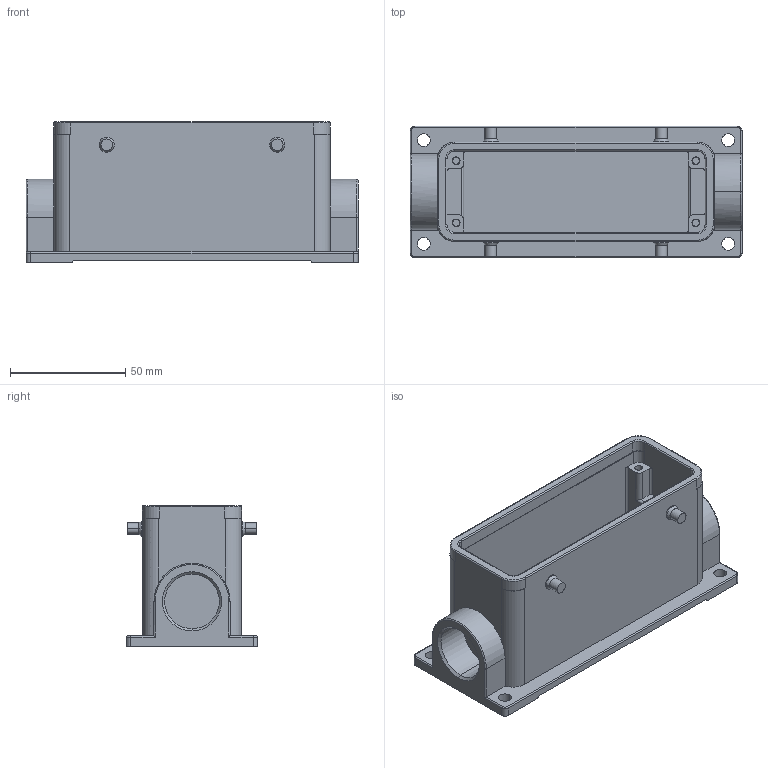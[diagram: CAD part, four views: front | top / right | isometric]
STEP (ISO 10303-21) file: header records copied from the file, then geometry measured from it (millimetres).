
FILE_DESCRIPTION (( 'STEP AP203' ), '1' );
FILE_NAME ('H24B-SM-4PR.STEP', '2024-10-22T06:16:35', ( 'Windows 蚚誧' ), ( '' ), 'SwSTEP 2.0', 'SolidWorks 2023', '' );
FILE_SCHEMA (( 'CONFIG_CONTROL_DESIGN' ));
Length unit declared in the file: millimetre
Products named in the file (1): H24B-SM-4PR
Bounding box: 144 x 57 x 61 mm (x, y, z)
Volume: 118534.2 mm3; surface area: 59381.9 mm2
Topology: 1 solids, 2 shells, 224 faces, 559 edges, 355 vertices
Faces by surface type: cylinder 117, plane 80, torus 15, cone 12
Entity records: 6852 total; most frequent: DIRECTION 1239, CARTESIAN_POINT 1223, ORIENTED_EDGE 1118, EDGE_CURVE 559, AXIS2_PLACEMENT_3D 471, VERTEX_POINT 355, VECTOR 297, LINE 297
